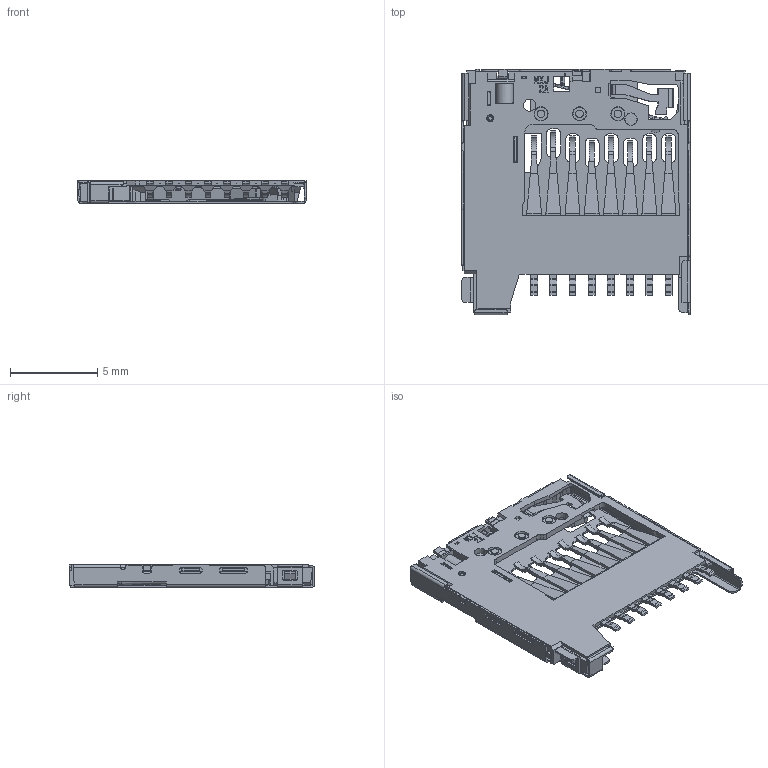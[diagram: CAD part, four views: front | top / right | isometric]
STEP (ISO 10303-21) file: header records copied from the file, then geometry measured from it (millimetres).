
FILE_DESCRIPTION(/* description */ (''),/* implementation_level */ '2;1');
FILE_NAME(/* name */ 'Micro-SD_Molex_503398-1892.step',/* time_stamp */ '2019-09-05T22:01:36+01:00',/* author */ (''),/* organization */ (''),/* preprocessor_version */ 'ST-DEVELOPER v18',/* originating_system */ 'Autodesk Translation Framework v8.6.0.1094',/* authorisation */ '');
FILE_SCHEMA (('AUTOMOTIVE_DESIGN { 1 0 10303 214 3 1 1 }'));
Length unit declared in the file: millimetre
Products named in the file (1): Micro-SD_Molex_503398-1892
Bounding box: 13.1 x 14.05 x 1.28 mm (x, y, z)
Volume: 65.9 mm3; surface area: 746.9 mm2
Topology: 1 solids, 1 shells, 1419 faces, 4120 edges, 2682 vertices
Faces by surface type: plane 1047, cylinder 355, cone 9, torus 4, sphere 4
Full cylindrical faces by diameter (mm): 0.3 x3, 0.4 x1, 1 x1
Entity records: 46690 total; most frequent: CARTESIAN_POINT 8257, ORIENTED_EDGE 8232, DIRECTION 7722, EDGE_CURVE 4116, LINE 3334, VECTOR 3334, VERTEX_POINT 2682, AXIS2_PLACEMENT_3D 2194
